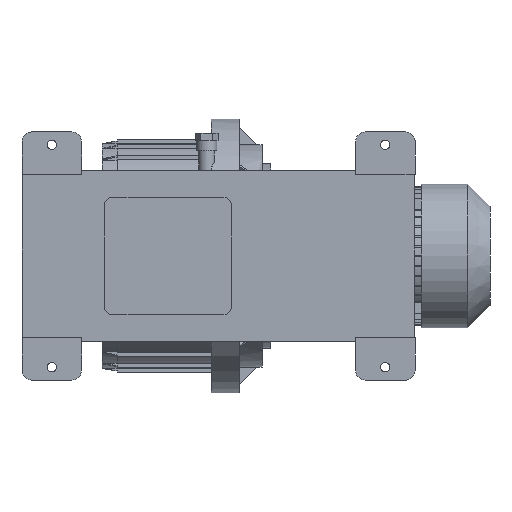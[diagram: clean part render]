
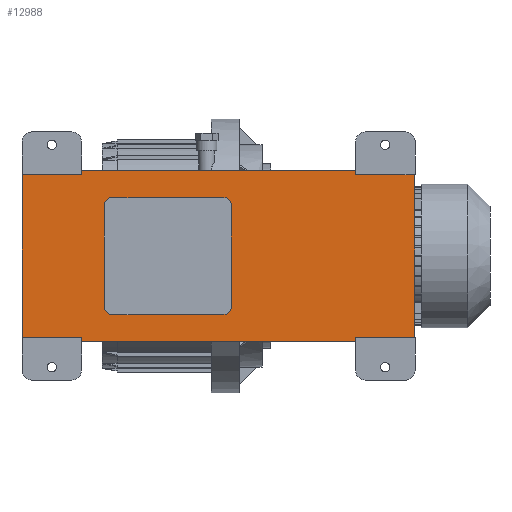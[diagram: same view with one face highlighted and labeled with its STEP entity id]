
A CAD part, front view. The second image highlights one B-rep face of the part: STEP entity #12988.
In plain terms, the highlighted planar face has unit normal (0, -1, 0).
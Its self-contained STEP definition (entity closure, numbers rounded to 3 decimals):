
#217=CIRCLE('',#13457,10.);
#219=CIRCLE('',#13460,10.);
#221=CIRCLE('',#13463,10.);
#223=CIRCLE('',#13466,10.);
#893=ORIENTED_EDGE('',*,*,#3497,.T.);
#894=ORIENTED_EDGE('',*,*,#3517,.T.);
#895=ORIENTED_EDGE('',*,*,#3551,.F.);
#896=ORIENTED_EDGE('',*,*,#3546,.T.);
#897=ORIENTED_EDGE('',*,*,#3527,.T.);
#898=ORIENTED_EDGE('',*,*,#3552,.T.);
#899=ORIENTED_EDGE('',*,*,#3536,.T.);
#900=ORIENTED_EDGE('',*,*,#3542,.T.);
#901=ORIENTED_EDGE('',*,*,#3553,.F.);
#902=ORIENTED_EDGE('',*,*,#3511,.T.);
#903=ORIENTED_EDGE('',*,*,#3506,.T.);
#904=ORIENTED_EDGE('',*,*,#3554,.T.);
#905=ORIENTED_EDGE('',*,*,#3489,.T.);
#906=ORIENTED_EDGE('',*,*,#3373,.T.);
#907=ORIENTED_EDGE('',*,*,#3488,.T.);
#908=ORIENTED_EDGE('',*,*,#3377,.T.);
#909=ORIENTED_EDGE('',*,*,#3487,.T.);
#910=ORIENTED_EDGE('',*,*,#3369,.T.);
#911=ORIENTED_EDGE('',*,*,#3490,.T.);
#912=ORIENTED_EDGE('',*,*,#3381,.T.);
#3369=EDGE_CURVE('',#4760,#4759,#217,.T.);
#3373=EDGE_CURVE('',#4764,#4763,#219,.T.);
#3377=EDGE_CURVE('',#4768,#4767,#221,.T.);
#3381=EDGE_CURVE('',#4772,#4771,#223,.T.);
#3487=EDGE_CURVE('',#4767,#4760,#5768,.T.);
#3488=EDGE_CURVE('',#4763,#4768,#5769,.T.);
#3489=EDGE_CURVE('',#4771,#4764,#5770,.T.);
#3490=EDGE_CURVE('',#4759,#4772,#5771,.T.);
#3497=EDGE_CURVE('',#4853,#4854,#5776,.T.);
#3506=EDGE_CURVE('',#4859,#4860,#5783,.T.);
#3511=EDGE_CURVE('',#4862,#4859,#5788,.T.);
#3517=EDGE_CURVE('',#4854,#4865,#5794,.T.);
#3527=EDGE_CURVE('',#4871,#4872,#5802,.T.);
#3536=EDGE_CURVE('',#4877,#4878,#5809,.T.);
#3542=EDGE_CURVE('',#4878,#4880,#5815,.T.);
#3546=EDGE_CURVE('',#4883,#4871,#5819,.T.);
#3551=EDGE_CURVE('',#4883,#4865,#5824,.T.);
#3552=EDGE_CURVE('',#4872,#4877,#5825,.T.);
#3553=EDGE_CURVE('',#4862,#4880,#5826,.T.);
#3554=EDGE_CURVE('',#4860,#4853,#5827,.T.);
#4759=VERTEX_POINT('',#17179);
#4760=VERTEX_POINT('',#17181);
#4763=VERTEX_POINT('',#17188);
#4764=VERTEX_POINT('',#17190);
#4767=VERTEX_POINT('',#17197);
#4768=VERTEX_POINT('',#17199);
#4771=VERTEX_POINT('',#17206);
#4772=VERTEX_POINT('',#17208);
#4853=VERTEX_POINT('',#17443);
#4854=VERTEX_POINT('',#17444);
#4859=VERTEX_POINT('',#17461);
#4860=VERTEX_POINT('',#17462);
#4862=VERTEX_POINT('',#17471);
#4865=VERTEX_POINT('',#17481);
#4871=VERTEX_POINT('',#17503);
#4872=VERTEX_POINT('',#17504);
#4877=VERTEX_POINT('',#17521);
#4878=VERTEX_POINT('',#17522);
#4880=VERTEX_POINT('',#17531);
#4883=VERTEX_POINT('',#17541);
#5768=LINE('',#17422,#6757);
#5769=LINE('',#17424,#6758);
#5770=LINE('',#17426,#6759);
#5771=LINE('',#17428,#6760);
#5776=LINE('',#17442,#6765);
#5783=LINE('',#17460,#6772);
#5788=LINE('',#17470,#6777);
#5794=LINE('',#17482,#6783);
#5802=LINE('',#17502,#6791);
#5809=LINE('',#17520,#6798);
#5815=LINE('',#17532,#6804);
#5819=LINE('',#17540,#6808);
#5824=LINE('',#17550,#6813);
#5825=LINE('',#17551,#6814);
#5826=LINE('',#17552,#6815);
#5827=LINE('',#17553,#6816);
#6757=VECTOR('',#14608,1000.);
#6758=VECTOR('',#14611,1000.);
#6759=VECTOR('',#14614,1000.);
#6760=VECTOR('',#14617,1000.);
#6765=VECTOR('',#14632,1000.);
#6772=VECTOR('',#14649,1000.);
#6777=VECTOR('',#14658,1000.);
#6783=VECTOR('',#14668,1000.);
#6791=VECTOR('',#14690,1000.);
#6798=VECTOR('',#14707,1000.);
#6804=VECTOR('',#14717,1000.);
#6808=VECTOR('',#14725,1000.);
#6813=VECTOR('',#14736,1000.);
#6814=VECTOR('',#14737,1000.);
#6815=VECTOR('',#14738,1000.);
#6816=VECTOR('',#14739,1000.);
#7717=EDGE_LOOP('',(#893,#894,#895,#896,#897,#898,#899,#900,#901,#902,#903,
#904));
#7718=EDGE_LOOP('',(#905,#906,#907,#908,#909,#910,#911,#912));
#8344=FACE_BOUND('',#7717,.T.);
#8345=FACE_BOUND('',#7718,.T.);
#8933=PLANE('',#13564);
#12988=ADVANCED_FACE('',(#8344,#8345),#8933,.F.);
#13457=AXIS2_PLACEMENT_3D('',#17180,#14383,#14384);
#13460=AXIS2_PLACEMENT_3D('',#17189,#14391,#14392);
#13463=AXIS2_PLACEMENT_3D('',#17198,#14399,#14400);
#13466=AXIS2_PLACEMENT_3D('',#17207,#14407,#14408);
#13564=AXIS2_PLACEMENT_3D('',#17549,#14734,#14735);
#14383=DIRECTION('',(0.,1.,0.));
#14384=DIRECTION('',(0.,0.,1.));
#14391=DIRECTION('',(0.,1.,0.));
#14392=DIRECTION('',(0.,0.,1.));
#14399=DIRECTION('',(0.,1.,0.));
#14400=DIRECTION('',(0.,0.,1.));
#14407=DIRECTION('',(0.,1.,0.));
#14408=DIRECTION('',(0.,0.,1.));
#14608=DIRECTION('',(-1.,0.,0.));
#14611=DIRECTION('',(0.,0.,-1.));
#14614=DIRECTION('',(1.,0.,0.));
#14617=DIRECTION('',(0.,0.,1.));
#14632=DIRECTION('',(1.,0.,0.));
#14649=DIRECTION('',(-1.,0.,0.));
#14658=DIRECTION('',(0.,0.,-1.));
#14668=DIRECTION('',(0.,0.,-1.));
#14690=DIRECTION('',(1.,0.,0.));
#14707=DIRECTION('',(-1.,0.,0.));
#14717=DIRECTION('',(0.,0.,1.));
#14725=DIRECTION('',(0.,0.,1.));
#14734=DIRECTION('',(0.,1.,0.));
#14735=DIRECTION('',(0.,0.,1.));
#14736=DIRECTION('',(-1.,0.,0.));
#14737=DIRECTION('',(0.,0.,1.));
#14738=DIRECTION('',(1.,0.,0.));
#14739=DIRECTION('',(0.,0.,-1.));
#17179=CARTESIAN_POINT('',(-154.,0.,-69.));
#17180=CARTESIAN_POINT('',(-144.,0.,-69.));
#17181=CARTESIAN_POINT('',(-144.,0.,-79.));
#17188=CARTESIAN_POINT('',(17.,0.,69.));
#17189=CARTESIAN_POINT('',(7.,0.,69.));
#17190=CARTESIAN_POINT('',(7.,0.,79.));
#17197=CARTESIAN_POINT('',(7.,0.,-79.));
#17198=CARTESIAN_POINT('',(7.,0.,-69.));
#17199=CARTESIAN_POINT('',(17.,0.,-69.));
#17206=CARTESIAN_POINT('',(-144.,0.,79.));
#17207=CARTESIAN_POINT('',(-144.,0.,69.));
#17208=CARTESIAN_POINT('',(-154.,0.,69.));
#17422=CARTESIAN_POINT('',(17.,0.,-79.));
#17424=CARTESIAN_POINT('',(17.,0.,79.));
#17426=CARTESIAN_POINT('',(-154.,0.,79.));
#17428=CARTESIAN_POINT('',(-154.,0.,-79.));
#17442=CARTESIAN_POINT('',(-265.,0.,-110.));
#17443=CARTESIAN_POINT('',(-265.,0.,-110.));
#17444=CARTESIAN_POINT('',(-185.,0.,-110.));
#17460=CARTESIAN_POINT('',(-185.,0.,110.));
#17461=CARTESIAN_POINT('',(-185.,0.,110.));
#17462=CARTESIAN_POINT('',(-265.,0.,110.));
#17470=CARTESIAN_POINT('',(-185.,0.,167.5));
#17471=CARTESIAN_POINT('',(-185.,0.,115.));
#17481=CARTESIAN_POINT('',(-185.,0.,-115.));
#17482=CARTESIAN_POINT('',(-185.,0.,-110.));
#17502=CARTESIAN_POINT('',(185.,0.,-110.));
#17503=CARTESIAN_POINT('',(185.,0.,-110.));
#17504=CARTESIAN_POINT('',(265.,0.,-110.));
#17520=CARTESIAN_POINT('',(185.,0.,110.));
#17521=CARTESIAN_POINT('',(265.,0.,110.));
#17522=CARTESIAN_POINT('',(185.,0.,110.));
#17531=CARTESIAN_POINT('',(185.,0.,115.));
#17532=CARTESIAN_POINT('',(185.,0.,110.));
#17540=CARTESIAN_POINT('',(185.,0.,-167.5));
#17541=CARTESIAN_POINT('',(185.,0.,-115.));
#17549=CARTESIAN_POINT('',(0.,0.,0.));
#17550=CARTESIAN_POINT('',(265.,0.,-115.));
#17551=CARTESIAN_POINT('',(265.,0.,0.));
#17552=CARTESIAN_POINT('',(-265.,0.,115.));
#17553=CARTESIAN_POINT('',(-265.,0.,0.));
